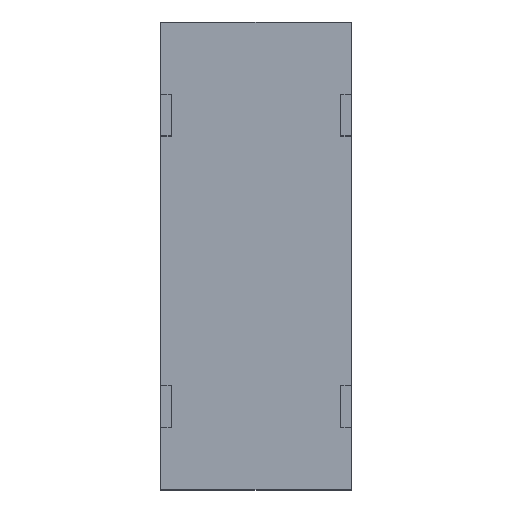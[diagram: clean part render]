
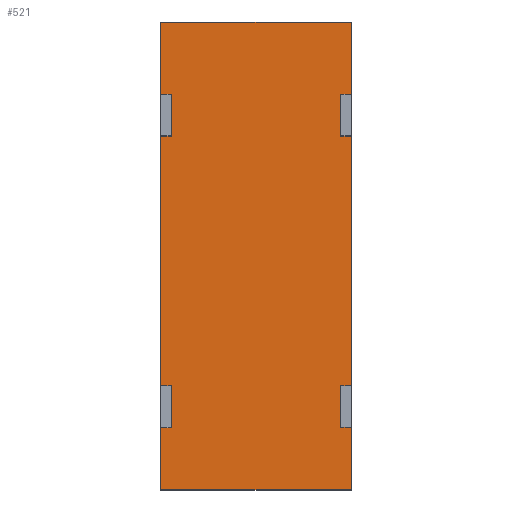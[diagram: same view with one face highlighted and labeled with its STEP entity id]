
A CAD part, top view. The second image highlights one B-rep face of the part: STEP entity #521.
In plain terms, the highlighted planar face has unit normal (0, 0, 1).
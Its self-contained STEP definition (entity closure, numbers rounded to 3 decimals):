
#31=PLANE('',#569);
#57=FACE_OUTER_BOUND('',#85,.T.);
#85=EDGE_LOOP('',(#411,#412,#413,#414,#415,#416,#417,#418,#419,#420,#421,
#422,#423,#424,#425,#426,#427,#428,#429,#430));
#109=LINE('',#745,#173);
#113=LINE('',#753,#177);
#116=LINE('',#759,#180);
#120=LINE('',#768,#184);
#124=LINE('',#776,#188);
#127=LINE('',#782,#191);
#131=LINE('',#790,#195);
#132=LINE('',#792,#196);
#133=LINE('',#794,#197);
#134=LINE('',#796,#198);
#135=LINE('',#798,#199);
#136=LINE('',#800,#200);
#137=LINE('',#802,#201);
#138=LINE('',#804,#202);
#139=LINE('',#806,#203);
#140=LINE('',#808,#204);
#141=LINE('',#809,#205);
#142=LINE('',#811,#206);
#143=LINE('',#813,#207);
#144=LINE('',#814,#208);
#173=VECTOR('',#615,10.);
#177=VECTOR('',#621,10.);
#180=VECTOR('',#626,10.);
#184=VECTOR('',#634,10.);
#188=VECTOR('',#640,10.);
#191=VECTOR('',#645,10.);
#195=VECTOR('',#653,10.);
#196=VECTOR('',#654,10.);
#197=VECTOR('',#655,10.);
#198=VECTOR('',#656,10.);
#199=VECTOR('',#657,10.);
#200=VECTOR('',#658,10.);
#201=VECTOR('',#659,10.);
#202=VECTOR('',#660,10.);
#203=VECTOR('',#661,10.);
#204=VECTOR('',#662,10.);
#205=VECTOR('',#663,10.);
#206=VECTOR('',#664,10.);
#207=VECTOR('',#665,10.);
#208=VECTOR('',#666,10.);
#249=VERTEX_POINT('',#743);
#250=VERTEX_POINT('',#744);
#253=VERTEX_POINT('',#752);
#255=VERTEX_POINT('',#758);
#257=VERTEX_POINT('',#766);
#258=VERTEX_POINT('',#767);
#261=VERTEX_POINT('',#775);
#263=VERTEX_POINT('',#781);
#265=VERTEX_POINT('',#789);
#266=VERTEX_POINT('',#791);
#267=VERTEX_POINT('',#793);
#268=VERTEX_POINT('',#795);
#269=VERTEX_POINT('',#797);
#270=VERTEX_POINT('',#799);
#271=VERTEX_POINT('',#801);
#272=VERTEX_POINT('',#803);
#273=VERTEX_POINT('',#805);
#274=VERTEX_POINT('',#807);
#275=VERTEX_POINT('',#810);
#276=VERTEX_POINT('',#812);
#301=EDGE_CURVE('',#249,#250,#109,.T.);
#305=EDGE_CURVE('',#250,#253,#113,.T.);
#308=EDGE_CURVE('',#253,#255,#116,.T.);
#312=EDGE_CURVE('',#257,#258,#120,.T.);
#316=EDGE_CURVE('',#258,#261,#124,.T.);
#319=EDGE_CURVE('',#261,#263,#127,.T.);
#323=EDGE_CURVE('',#255,#265,#131,.T.);
#324=EDGE_CURVE('',#265,#266,#132,.T.);
#325=EDGE_CURVE('',#266,#267,#133,.T.);
#326=EDGE_CURVE('',#267,#268,#134,.T.);
#327=EDGE_CURVE('',#268,#269,#135,.T.);
#328=EDGE_CURVE('',#269,#270,#136,.T.);
#329=EDGE_CURVE('',#270,#271,#137,.T.);
#330=EDGE_CURVE('',#271,#272,#138,.T.);
#331=EDGE_CURVE('',#272,#273,#139,.T.);
#332=EDGE_CURVE('',#273,#274,#140,.T.);
#333=EDGE_CURVE('',#274,#257,#141,.T.);
#334=EDGE_CURVE('',#263,#275,#142,.T.);
#335=EDGE_CURVE('',#275,#276,#143,.T.);
#336=EDGE_CURVE('',#276,#249,#144,.T.);
#411=ORIENTED_EDGE('',*,*,#308,.T.);
#412=ORIENTED_EDGE('',*,*,#323,.T.);
#413=ORIENTED_EDGE('',*,*,#324,.T.);
#414=ORIENTED_EDGE('',*,*,#325,.T.);
#415=ORIENTED_EDGE('',*,*,#326,.T.);
#416=ORIENTED_EDGE('',*,*,#327,.T.);
#417=ORIENTED_EDGE('',*,*,#328,.T.);
#418=ORIENTED_EDGE('',*,*,#329,.T.);
#419=ORIENTED_EDGE('',*,*,#330,.T.);
#420=ORIENTED_EDGE('',*,*,#331,.T.);
#421=ORIENTED_EDGE('',*,*,#332,.T.);
#422=ORIENTED_EDGE('',*,*,#333,.T.);
#423=ORIENTED_EDGE('',*,*,#312,.T.);
#424=ORIENTED_EDGE('',*,*,#316,.T.);
#425=ORIENTED_EDGE('',*,*,#319,.T.);
#426=ORIENTED_EDGE('',*,*,#334,.T.);
#427=ORIENTED_EDGE('',*,*,#335,.T.);
#428=ORIENTED_EDGE('',*,*,#336,.T.);
#429=ORIENTED_EDGE('',*,*,#301,.T.);
#430=ORIENTED_EDGE('',*,*,#305,.T.);
#521=ADVANCED_FACE('',(#57),#31,.T.);
#569=AXIS2_PLACEMENT_3D('',#788,#651,#652);
#615=DIRECTION('',(1.,0.,0.));
#621=DIRECTION('',(0.,-1.,0.));
#626=DIRECTION('',(-1.,0.,0.));
#634=DIRECTION('',(-1.,0.,0.));
#640=DIRECTION('',(0.,1.,0.));
#645=DIRECTION('',(1.,0.,0.));
#651=DIRECTION('center_axis',(0.,0.,1.));
#652=DIRECTION('ref_axis',(1.,0.,0.));
#653=DIRECTION('',(0.,-1.,0.));
#654=DIRECTION('',(1.,0.,0.));
#655=DIRECTION('',(0.,-1.,0.));
#656=DIRECTION('',(-1.,0.,0.));
#657=DIRECTION('',(0.,-1.,0.));
#658=DIRECTION('',(1.,0.,0.));
#659=DIRECTION('',(0.,1.,0.));
#660=DIRECTION('',(-1.,0.,0.));
#661=DIRECTION('',(0.,1.,0.));
#662=DIRECTION('',(1.,0.,0.));
#663=DIRECTION('',(0.,1.,0.));
#664=DIRECTION('',(0.,1.,0.));
#665=DIRECTION('',(-1.,0.,0.));
#666=DIRECTION('',(0.,-1.,0.));
#743=CARTESIAN_POINT('',(5.342,540.169,179.783));
#744=CARTESIAN_POINT('',(10.342,540.169,179.783));
#745=CARTESIAN_POINT('',(30.742,540.169,179.783));
#752=CARTESIAN_POINT('',(10.342,520.169,179.783));
#753=CARTESIAN_POINT('',(10.342,491.333,179.783));
#758=CARTESIAN_POINT('',(5.342,520.169,179.783));
#759=CARTESIAN_POINT('',(28.242,520.169,179.783));
#766=CARTESIAN_POINT('',(96.942,520.169,179.783));
#767=CARTESIAN_POINT('',(91.942,520.169,179.783));
#768=CARTESIAN_POINT('',(71.542,520.169,179.783));
#775=CARTESIAN_POINT('',(91.942,540.169,179.783));
#776=CARTESIAN_POINT('',(91.942,501.333,179.783));
#781=CARTESIAN_POINT('',(96.942,540.169,179.783));
#782=CARTESIAN_POINT('',(74.042,540.169,179.783));
#788=CARTESIAN_POINT('Origin',(51.142,462.497,179.783));
#789=CARTESIAN_POINT('',(5.342,399.984,179.783));
#790=CARTESIAN_POINT('',(5.342,574.994,179.783));
#791=CARTESIAN_POINT('',(10.342,399.984,179.783));
#792=CARTESIAN_POINT('',(30.742,399.984,179.783));
#793=CARTESIAN_POINT('',(10.342,379.984,179.783));
#794=CARTESIAN_POINT('',(10.342,421.24,179.783));
#795=CARTESIAN_POINT('',(5.342,379.984,179.783));
#796=CARTESIAN_POINT('',(28.242,379.984,179.783));
#797=CARTESIAN_POINT('',(5.342,350.,179.783));
#798=CARTESIAN_POINT('',(5.342,574.994,179.783));
#799=CARTESIAN_POINT('',(96.942,350.,179.783));
#800=CARTESIAN_POINT('',(5.342,350.,179.783));
#801=CARTESIAN_POINT('',(96.942,380.112,179.783));
#802=CARTESIAN_POINT('',(96.942,350.,179.783));
#803=CARTESIAN_POINT('',(91.942,380.112,179.783));
#804=CARTESIAN_POINT('',(71.542,380.112,179.783));
#805=CARTESIAN_POINT('',(91.942,400.112,179.783));
#806=CARTESIAN_POINT('',(91.942,431.305,179.783));
#807=CARTESIAN_POINT('',(96.942,400.112,179.783));
#808=CARTESIAN_POINT('',(74.042,400.112,179.783));
#809=CARTESIAN_POINT('',(96.942,350.,179.783));
#810=CARTESIAN_POINT('',(96.942,574.994,179.783));
#811=CARTESIAN_POINT('',(96.942,350.,179.783));
#812=CARTESIAN_POINT('',(5.342,574.994,179.783));
#813=CARTESIAN_POINT('',(96.942,574.994,179.783));
#814=CARTESIAN_POINT('',(5.342,574.994,179.783));
